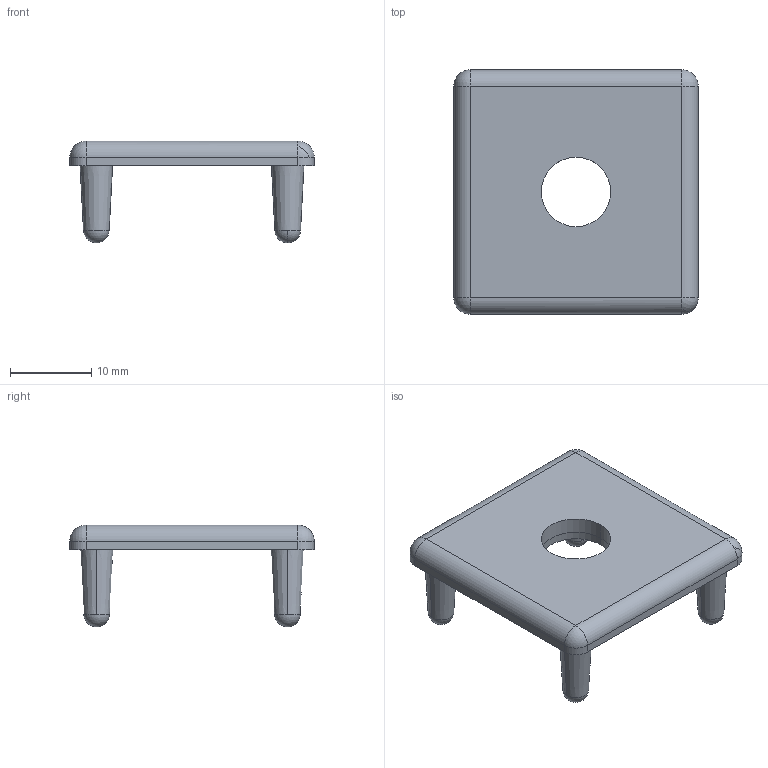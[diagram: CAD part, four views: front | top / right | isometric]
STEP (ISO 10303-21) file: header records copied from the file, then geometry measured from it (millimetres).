
FILE_DESCRIPTION (( 'STEP AP203' ), '1' );
FILE_NAME ('481548774_c_1.STEP', '2023-02-18T13:44:25', ( '' ), ( '' ), 'SwSTEP 2.0', 'SolidWorks 2014', '' );
FILE_SCHEMA (( 'CONFIG_CONTROL_DESIGN' ));
Length unit declared in the file: millimetre
Products named in the file (1): 481548774_c_1
Bounding box: 30 x 30 x 12.5 mm (x, y, z)
Volume: 2192.3 mm3; surface area: 2587.9 mm2
Topology: 1 solids, 1 shells, 81 faces, 200 edges, 118 vertices
Faces by surface type: plane 36, cone 20, cylinder 14, sphere 11
Entity records: 2403 total; most frequent: DIRECTION 436, CARTESIAN_POINT 391, ORIENTED_EDGE 386, EDGE_CURVE 193, AXIS2_PLACEMENT_3D 161, VERTEX_POINT 116, VECTOR 114, LINE 114
